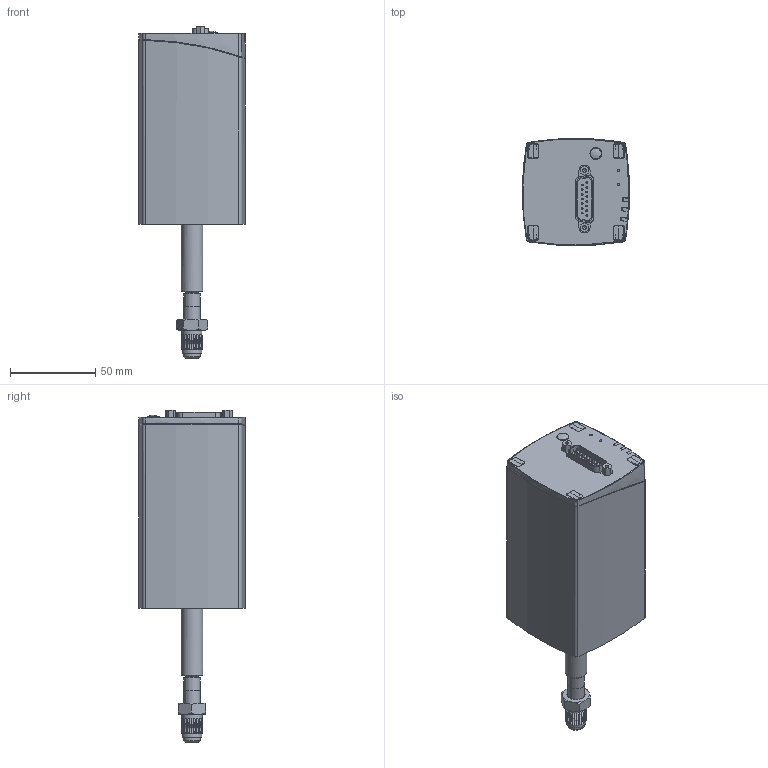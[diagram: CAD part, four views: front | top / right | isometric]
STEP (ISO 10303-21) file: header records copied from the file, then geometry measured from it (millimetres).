
FILE_DESCRIPTION(/* description */ (''),/* implementation_level */ '2;1');
FILE_NAME(/* name */ 'Edge045D2_15 D-Sub_4VCR male.stp',/* time_stamp */ '2023-01-30T15:56:42+01:00',/* author */ ('cons002'),/* organization */ (''),/* preprocessor_version */ 'ST-DEVELOPER v18.1',/* originating_system */ 'Autodesk Inventor 2021',/* authorisation */ '');
FILE_SCHEMA (('AUTOMOTIVE_DESIGN { 1 0 10303 214 3 1 1 }'));
Length unit declared in the file: millimetre
Products named in the file (1): Edge045D2_15 D-Sub_4VCR male
Bounding box: 62.85 x 62.79 x 195.13 mm (x, y, z)
Volume: 426020.3 mm3; surface area: 42692.6 mm2
Topology: 1 solids, 4 shells, 964 faces, 2479 edges, 1557 vertices
Faces by surface type: plane 339, cylinder 332, bspline 140, cone 65, torus 53, sphere 35
Full cylindrical faces by diameter (mm): 1 x15, 1.5 x2, 2.156 x2, 2.5 x1, 2.845 x2, 3.2 x2, 4.5 x1, 6.35 x1, 7 x1, 7.874 x1, 7.9 x1, 9.5 x1, 9.525 x1, 9.906 x2, 10.2 x1, 11.7 x1, 11.783 x13, 12.7 x14, 14 x1
Entity records: 41102 total; most frequent: CARTESIAN_POINT 16767, ORIENTED_EDGE 4924, DIRECTION 4812, EDGE_CURVE 2462, AXIS2_PLACEMENT_3D 1805, VERTEX_POINT 1557, LINE 1202, VECTOR 1202
